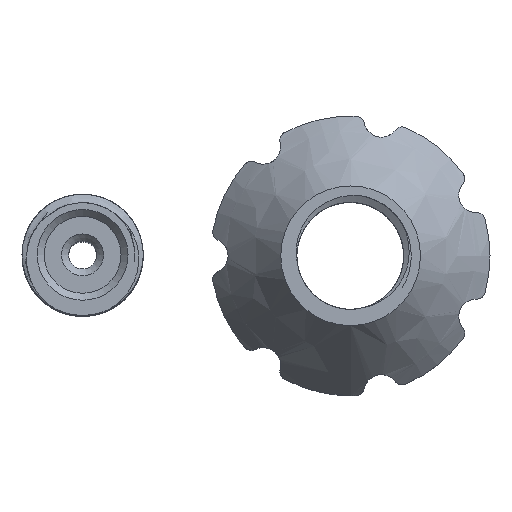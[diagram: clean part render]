
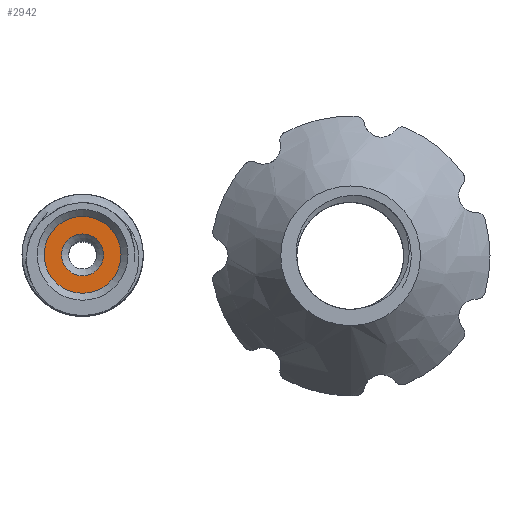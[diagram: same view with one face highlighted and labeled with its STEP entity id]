
A CAD part, top view. The second image highlights one B-rep face of the part: STEP entity #2942.
In plain terms, the highlighted planar face has unit normal (0, 0, 1).
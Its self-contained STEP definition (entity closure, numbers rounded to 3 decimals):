
#53=FACE_BOUND('',#346,.T.);
#60=PLANE('',#3146);
#165=FACE_OUTER_BOUND('',#345,.T.);
#345=EDGE_LOOP('',(#2342));
#346=EDGE_LOOP('',(#2343));
#440=CIRCLE('',#3141,11.);
#442=CIRCLE('',#3145,6.);
#1211=VERTEX_POINT('',#14209);
#1213=VERTEX_POINT('',#14216);
#1599=EDGE_CURVE('',#1211,#1211,#440,.T.);
#1602=EDGE_CURVE('',#1213,#1213,#442,.T.);
#2342=ORIENTED_EDGE('',*,*,#1599,.T.);
#2343=ORIENTED_EDGE('',*,*,#1602,.F.);
#2942=ADVANCED_FACE('',(#165,#53),#60,.T.);
#3141=AXIS2_PLACEMENT_3D('',#14211,#3608,#3609);
#3145=AXIS2_PLACEMENT_3D('',#14218,#3617,#3618);
#3146=AXIS2_PLACEMENT_3D('',#14219,#3619,#3620);
#3608=DIRECTION('center_axis',(0.,0.,1.));
#3609=DIRECTION('ref_axis',(1.,0.,0.));
#3617=DIRECTION('center_axis',(0.,0.,1.));
#3618=DIRECTION('ref_axis',(1.,0.,0.));
#3619=DIRECTION('center_axis',(0.,0.,1.));
#3620=DIRECTION('ref_axis',(1.,0.,0.));
#14209=CARTESIAN_POINT('',(-11.,0.,172.));
#14211=CARTESIAN_POINT('Origin',(0.,0.,172.));
#14216=CARTESIAN_POINT('',(-6.,0.,172.));
#14218=CARTESIAN_POINT('Origin',(0.,0.,172.));
#14219=CARTESIAN_POINT('Origin',(0.,0.,172.));
